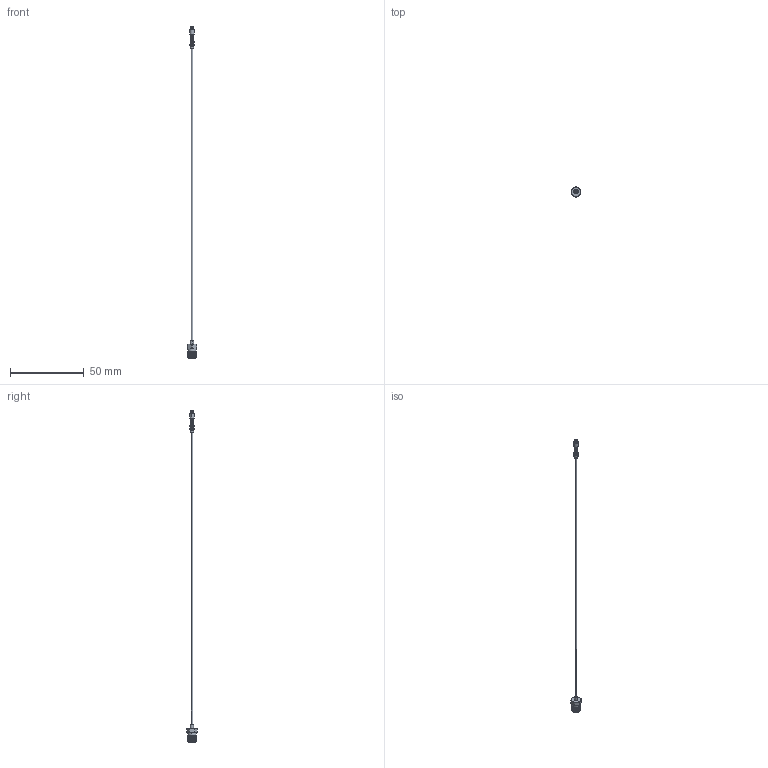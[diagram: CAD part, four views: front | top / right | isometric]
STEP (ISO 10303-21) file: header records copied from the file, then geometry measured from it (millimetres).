
FILE_DESCRIPTION (( 'STEP AP214' ), '1' );
FILE_NAME ('FMCA100363_3D.step', '2025-08-08T16:26:54', ( '' ), ( '' ), 'SwSTEP 2.0', 'SolidWorks 2022', '' );
FILE_SCHEMA (( 'AUTOMOTIVE_DESIGN' ));
Length unit declared in the file: inch
Products named in the file (8): SMPS Female VITA 67.3 Backplane Contact for .047 Cable(002-SD3H0N-NS)1.stp; FMCN49829; SMPS Female VITA 67.3 Backplane Contact for .047 Cable(002-SD3H0N-NS)2.stp; FM-SR047CU-COIL_no label; FMCN1735; FMCA100363_3D; SMPS Female VITA 67.3 Backplane Contact for .047 Cable(002-SD3H0N-NS)3.stp; SMPS Female VITA 67.3 Backplane Contact for .047 Cable(002-SD3H0N-NS).stp
Assembly tree (7 placements, depth 4):
  FMCA100363_3D
    FM-SR047CU-COIL_no label
    FMCN49829
      SMPS Female VITA 67.3 Backplane Contact for .047 Cable(002-SD3H0N-NS).stp
        SMPS Female VITA 67.3 Backplane Contact for .047 Cable(002-SD3H0N-NS)1.stp
        SMPS Female VITA 67.3 Backplane Contact for .047 Cable(002-SD3H0N-NS)2.stp
        SMPS Female VITA 67.3 Backplane Contact for .047 Cable(002-SD3H0N-NS)3.stp
    FMCN1735
Bounding box: 6.35 x 7.2 x 225.54 mm (x, y, z)
Volume: 520.4 mm3; surface area: 1391 mm2
Topology: 5 solids, 6 shells, 246 faces, 627 edges, 407 vertices
Faces by surface type: cylinder 80, plane 79, cone 54, torus 20, bspline 13
Entity records: 13604 total; most frequent: CARTESIAN_POINT 7124, ORIENTED_EDGE 1254, DIRECTION 1188, EDGE_CURVE 627, AXIS2_PLACEMENT_3D 482, VERTEX_POINT 407, EDGE_LOOP 260, FACE_OUTER_BOUND 246
